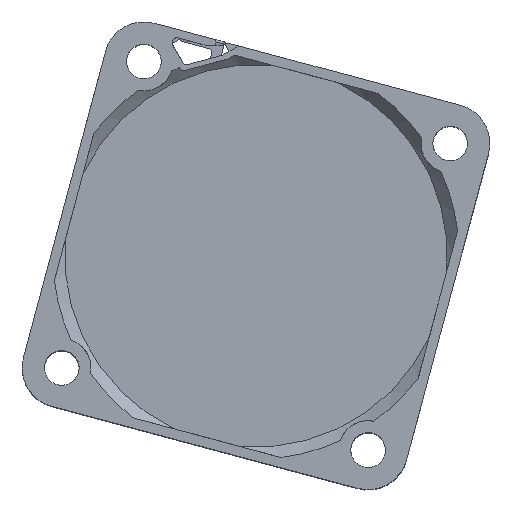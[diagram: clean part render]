
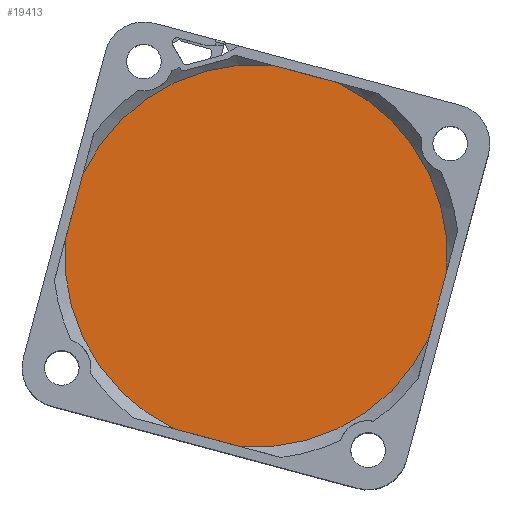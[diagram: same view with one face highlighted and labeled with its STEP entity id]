
A CAD part, top view. The second image highlights one B-rep face of the part: STEP entity #19413.
In plain terms, the highlighted planar face has unit normal (0, 0, 1).
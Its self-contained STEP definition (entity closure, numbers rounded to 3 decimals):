
#5925=DIRECTION('',(0.966,-0.259,0.));
#5926=VECTOR('',#5925,6.779);
#5927=CARTESIAN_POINT('',(1.643,19.23,26.8));
#5928=LINE('',#5927,#5926);
#5929=DIRECTION('',(-0.259,-0.966,0.));
#5930=VECTOR('',#5929,6.779);
#5931=CARTESIAN_POINT('',(19.23,-1.643,26.8));
#5932=LINE('',#5931,#5930);
#5933=DIRECTION('',(-0.966,0.259,0.));
#5934=VECTOR('',#5933,6.779);
#5935=CARTESIAN_POINT('',(-1.643,-19.23,26.8));
#5936=LINE('',#5935,#5934);
#5937=DIRECTION('',(0.259,0.966,0.));
#5938=VECTOR('',#5937,6.779);
#5939=CARTESIAN_POINT('',(-19.23,1.643,26.8));
#5940=LINE('',#5939,#5938);
#5941=CARTESIAN_POINT('',(0.,0.,26.8));
#5942=DIRECTION('',(0.,0.,1.));
#5943=DIRECTION('',(0.996,-0.085,0.));
#5944=AXIS2_PLACEMENT_3D('',#5941,#5942,#5943);
#5984=CARTESIAN_POINT('',(0.,0.,26.8));
#5985=DIRECTION('',(0.,0.,1.));
#5986=DIRECTION('',(-0.085,-0.996,0.));
#5987=AXIS2_PLACEMENT_3D('',#5984,#5985,#5986);
#6027=CARTESIAN_POINT('',(0.,0.,26.8));
#6028=DIRECTION('',(0.,0.,1.));
#6029=DIRECTION('',(-0.996,0.085,0.));
#6030=AXIS2_PLACEMENT_3D('',#6027,#6028,#6029);
#6070=CARTESIAN_POINT('',(0.,0.,26.8));
#6071=DIRECTION('',(0.,0.,1.));
#6072=DIRECTION('',(0.085,0.996,0.));
#6073=AXIS2_PLACEMENT_3D('',#6070,#6071,#6072);
#7926=CARTESIAN_POINT('',(-1.643,-19.23,26.8));
#7927=CARTESIAN_POINT('',(17.475,-8.192,26.8));
#7928=VERTEX_POINT('',#7926);
#7929=VERTEX_POINT('',#7927);
#7930=CARTESIAN_POINT('',(-19.23,1.643,26.8));
#7931=CARTESIAN_POINT('',(-8.192,-17.475,26.8));
#7932=VERTEX_POINT('',#7930);
#7933=VERTEX_POINT('',#7931);
#7934=CARTESIAN_POINT('',(1.643,19.23,26.8));
#7935=CARTESIAN_POINT('',(-17.475,8.192,26.8));
#7936=VERTEX_POINT('',#7934);
#7937=VERTEX_POINT('',#7935);
#7938=CARTESIAN_POINT('',(19.23,-1.643,26.8));
#7939=CARTESIAN_POINT('',(8.192,17.475,26.8));
#7940=VERTEX_POINT('',#7938);
#7941=VERTEX_POINT('',#7939);
#19391=CARTESIAN_POINT('',(0.,0.,26.8));
#19392=DIRECTION('',(0.,0.,1.));
#19393=DIRECTION('',(1.,0.,0.));
#19394=AXIS2_PLACEMENT_3D('',#19391,#19392,#19393);
#19395=PLANE('',#19394);
#19396=ORIENTED_EDGE('',*,*,#19379,.T.);
#19398=ORIENTED_EDGE('',*,*,#19397,.F.);
#19400=ORIENTED_EDGE('',*,*,#19399,.T.);
#19402=ORIENTED_EDGE('',*,*,#19401,.F.);
#19404=ORIENTED_EDGE('',*,*,#19403,.T.);
#19406=ORIENTED_EDGE('',*,*,#19405,.F.);
#19408=ORIENTED_EDGE('',*,*,#19407,.T.);
#19410=ORIENTED_EDGE('',*,*,#19409,.F.);
#19411=EDGE_LOOP('',(#19396,#19398,#19400,#19402,#19404,#19406,#19408,#19410));
#19412=FACE_OUTER_BOUND('',#19411,.F.);
#19413=ADVANCED_FACE('',(#19412),#19395,.T.);
#5945=CIRCLE('',#5944,19.3);
#5988=CIRCLE('',#5987,19.3);
#6031=CIRCLE('',#6030,19.3);
#6074=CIRCLE('',#6073,19.3);
#19379=EDGE_CURVE('',#7936,#7941,#5928,.T.);
#19397=EDGE_CURVE('',#7940,#7941,#5945,.T.);
#19399=EDGE_CURVE('',#7940,#7929,#5932,.T.);
#19401=EDGE_CURVE('',#7928,#7929,#5988,.T.);
#19403=EDGE_CURVE('',#7928,#7933,#5936,.T.);
#19405=EDGE_CURVE('',#7932,#7933,#6031,.T.);
#19407=EDGE_CURVE('',#7932,#7937,#5940,.T.);
#19409=EDGE_CURVE('',#7936,#7937,#6074,.T.);
